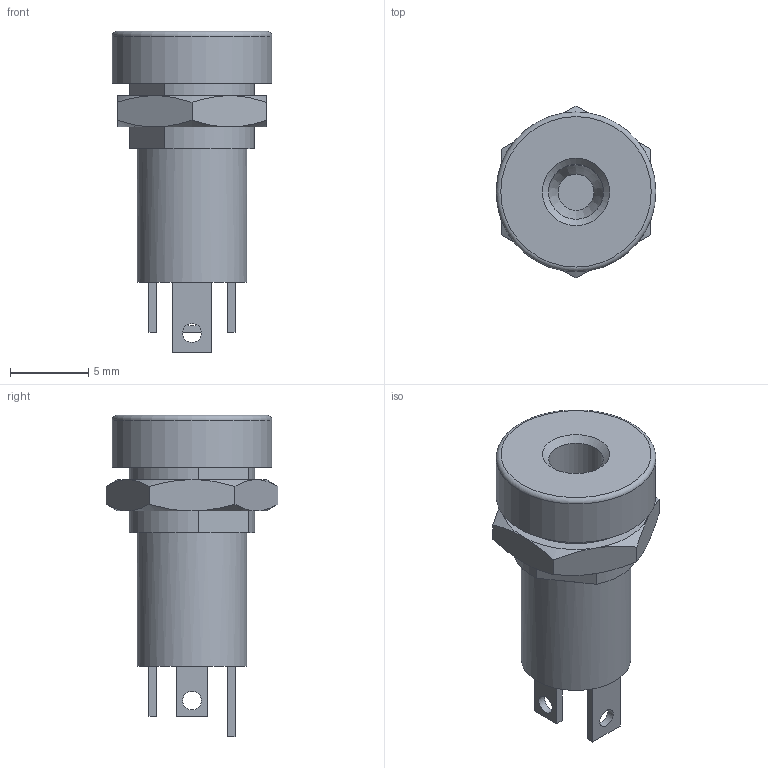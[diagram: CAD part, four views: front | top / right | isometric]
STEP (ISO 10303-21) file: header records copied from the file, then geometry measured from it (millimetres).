
FILE_DESCRIPTION(/* description */ (''),/* implementation_level */ '2;1');
FILE_NAME(/* name */ 'PJ-390A.stp',/* time_stamp */ '2022-11-12T19:27:53+03:00',/* author */ ('Mikhail'),/* organization */ (''),/* preprocessor_version */ 'ST-DEVELOPER v18.1',/* originating_system */ 'Autodesk Inventor 2022',/* authorisation */ '');
FILE_SCHEMA (('AUTOMOTIVE_DESIGN { 1 0 10303 214 3 1 1 }'));
Length unit declared in the file: millimetre
Products named in the file (1): PJ-390A
Bounding box: 10.2 x 10.97 x 20.5 mm (x, y, z)
Volume: 726.9 mm3; surface area: 949.5 mm2
Topology: 6 solids, 6 shells, 67 faces, 142 edges, 89 vertices
Faces by surface type: plane 40, cone 16, cylinder 10, torus 1
Full cylindrical faces by diameter (mm): 1.2 x4, 3.5 x1, 7 x1, 8 x1, 10.2 x1
Entity records: 1841 total; most frequent: CARTESIAN_POINT 347, DIRECTION 296, ORIENTED_EDGE 284, EDGE_CURVE 142, AXIS2_PLACEMENT_3D 110, VERTEX_POINT 89, EDGE_LOOP 79, LINE 76
